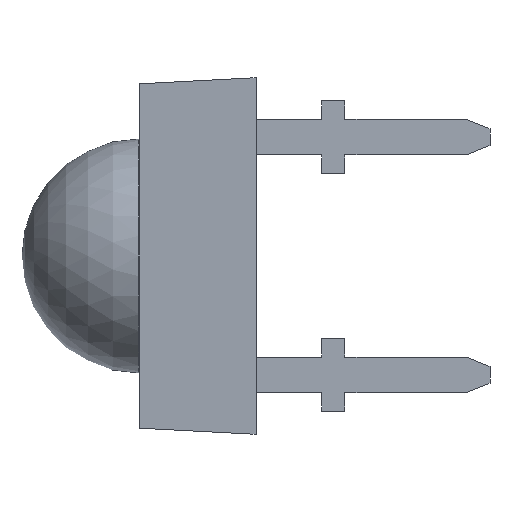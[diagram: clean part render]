
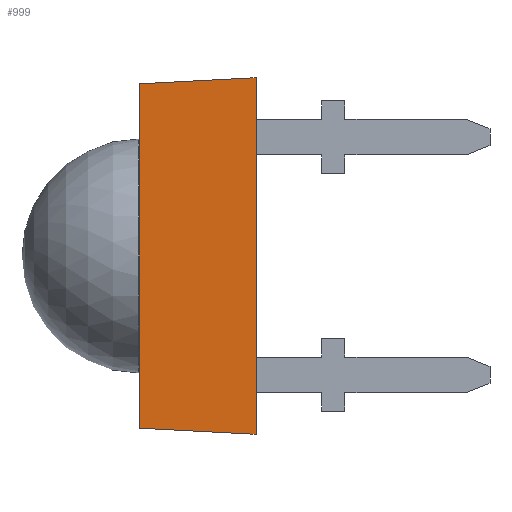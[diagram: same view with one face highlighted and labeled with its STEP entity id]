
A CAD part, left-side view. The second image highlights one B-rep face of the part: STEP entity #999.
In plain terms, the highlighted planar face has unit normal (-0.999, 0.052, 0).
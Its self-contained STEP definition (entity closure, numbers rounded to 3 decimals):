
#71 = PLANE ( 'NONE',  #2789 ) ;
#147 = DIRECTION ( 'NONE',  ( -0.052, -0.997, 0.052 ) ) ;
#402 = CARTESIAN_POINT ( 'NONE',  ( -3.81, 0., 3.81 ) ) ;
#404 = DIRECTION ( 'NONE',  ( 0.999, -0.052, 0. ) ) ;
#414 = DIRECTION ( 'NONE',  ( 0., 0., 1. ) ) ;
#532 = VECTOR ( 'NONE', #147, 1000. ) ;
#649 = LINE ( 'NONE', #1108, #2488 ) ;
#664 = VECTOR ( 'NONE', #1589, 1000. ) ;
#680 = EDGE_CURVE ( 'NONE', #2351, #885, #3092, .T. ) ;
#700 = EDGE_CURVE ( 'NONE', #885, #1292, #933, .T. ) ;
#738 = EDGE_CURVE ( 'NONE', #2351, #1445, #649, .T. ) ;
#885 = VERTEX_POINT ( 'NONE', #1438 ) ;
#933 = LINE ( 'NONE', #402, #2430 ) ;
#999 = ADVANCED_FACE ( 'NONE', ( #2230 ), #71, .F. ) ;
#1102 = CARTESIAN_POINT ( 'NONE',  ( -3.659, 2.89, 3.659 ) ) ;
#1108 = CARTESIAN_POINT ( 'NONE',  ( -3.679, 2.5, -3.81 ) ) ;
#1144 = EDGE_LOOP ( 'NONE', ( #1222, #2481, #1841, #3059 ) ) ;
#1222 = ORIENTED_EDGE ( 'NONE', *, *, #738, .F. ) ;
#1260 = CARTESIAN_POINT ( 'NONE',  ( -3.81, 0., 3.81 ) ) ;
#1292 = VERTEX_POINT ( 'NONE', #1260 ) ;
#1438 = CARTESIAN_POINT ( 'NONE',  ( -3.81, 0., -3.81 ) ) ;
#1445 = VERTEX_POINT ( 'NONE', #2861 ) ;
#1589 = DIRECTION ( 'NONE',  ( -0.052, -0.997, -0.052 ) ) ;
#1676 = EDGE_CURVE ( 'NONE', #1445, #1292, #2297, .T. ) ;
#1841 = ORIENTED_EDGE ( 'NONE', *, *, #700, .T. ) ;
#2074 = CARTESIAN_POINT ( 'NONE',  ( -3.679, 2.5, -3.81 ) ) ;
#2095 = DIRECTION ( 'NONE',  ( 0.052, 0.999, 0. ) ) ;
#2230 = FACE_OUTER_BOUND ( 'NONE', #1144, .T. ) ;
#2297 = LINE ( 'NONE', #1102, #532 ) ;
#2351 = VERTEX_POINT ( 'NONE', #2816 ) ;
#2430 = VECTOR ( 'NONE', #414, 1000. ) ;
#2481 = ORIENTED_EDGE ( 'NONE', *, *, #680, .T. ) ;
#2488 = VECTOR ( 'NONE', #2568, 1000. ) ;
#2568 = DIRECTION ( 'NONE',  ( 0., 0., 1. ) ) ;
#2597 = CARTESIAN_POINT ( 'NONE',  ( -3.679, 2.493, -3.679 ) ) ;
#2789 = AXIS2_PLACEMENT_3D ( 'NONE', #2074, #404, #2095 ) ;
#2816 = CARTESIAN_POINT ( 'NONE',  ( -3.679, 2.5, -3.679 ) ) ;
#2861 = CARTESIAN_POINT ( 'NONE',  ( -3.679, 2.5, 3.679 ) ) ;
#3059 = ORIENTED_EDGE ( 'NONE', *, *, #1676, .F. ) ;
#3092 = LINE ( 'NONE', #2597, #664 ) ;
